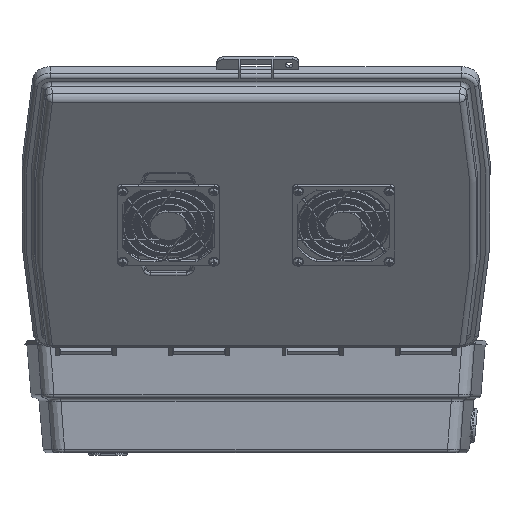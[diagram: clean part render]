
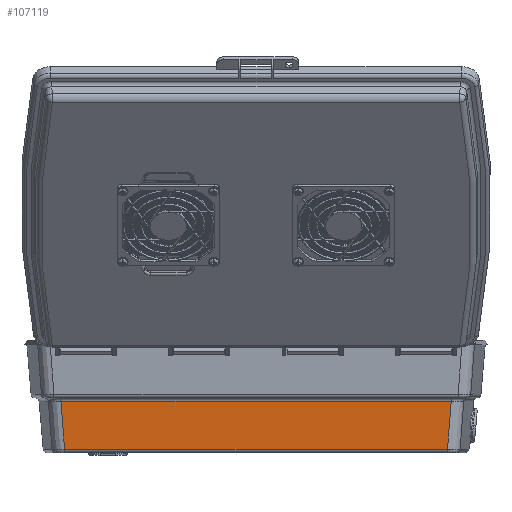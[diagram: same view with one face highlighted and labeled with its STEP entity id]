
A CAD part, left-side view. The second image highlights one B-rep face of the part: STEP entity #107119.
In plain terms, the highlighted face is planar.
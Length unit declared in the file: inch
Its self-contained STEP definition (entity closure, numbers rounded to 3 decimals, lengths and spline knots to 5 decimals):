
#10023 = EDGE_CURVE ( 'NONE', #62302, #78524, #100509, .T. ) ;
#10535 = CARTESIAN_POINT ( 'NONE',  ( 4.83398, -5.92902, -0.36246 ) ) ;
#11273 = CARTESIAN_POINT ( 'NONE',  ( 4.87854, -5.96784, -0.87176 ) ) ;
#14206 = AXIS2_PLACEMENT_3D ( 'NONE', #37219, #86016, #52804 ) ;
#15144 = EDGE_CURVE ( 'NONE', #79549, #62302, #62920, .T. ) ;
#16590 = CARTESIAN_POINT ( 'NONE',  ( 4.83398, 5.92902, -0.36246 ) ) ;
#18688 = ORIENTED_EDGE ( 'NONE', *, *, #15144, .T. ) ;
#19920 = CARTESIAN_POINT ( 'NONE',  ( 4.8117, 6.2418, -0.10782 ) ) ;
#22631 = VECTOR ( 'NONE', #73547, 39.37008 ) ;
#27037 = CARTESIAN_POINT ( 'NONE',  ( 4.8117, -5.90959, -0.10782 ) ) ;
#32352 = FACE_OUTER_BOUND ( 'NONE', #61651, .T. ) ;
#34041 = VECTOR ( 'NONE', #46504, 39.37008 ) ;
#35580 = CARTESIAN_POINT ( 'NONE',  ( 4.94094, 6.02214, -1.5851 ) ) ;
#35627 = CARTESIAN_POINT ( 'NONE',  ( 4.8117, -5.90959, -0.10782 ) ) ;
#36008 = CARTESIAN_POINT ( 'NONE',  ( 4.85626, -5.94844, -0.61711 ) ) ;
#37068 = CARTESIAN_POINT ( 'NONE',  ( 4.94094, -6.02214, -1.5851 ) ) ;
#37219 = CARTESIAN_POINT ( 'NONE',  ( 4.80227, 6.2418, 0. ) ) ;
#40980 = CARTESIAN_POINT ( 'NONE',  ( 4.89934, 5.98596, -1.10954 ) ) ;
#43254 = CARTESIAN_POINT ( 'NONE',  ( 4.94094, -6.02214, -1.5851 ) ) ;
#44366 = CARTESIAN_POINT ( 'NONE',  ( 4.92014, -6.00406, -1.34732 ) ) ;
#44497 = PLANE ( 'NONE',  #14206 ) ;
#44823 = LINE ( 'NONE', #98793, #22631 ) ;
#46504 = DIRECTION ( 'NONE',  ( 0., -1., 0. ) ) ;
#48261 = CARTESIAN_POINT ( 'NONE',  ( 4.8117, 5.90959, -0.10782 ) ) ;
#49703 = CARTESIAN_POINT ( 'NONE',  ( 4.94094, 6.02214, -1.5851 ) ) ;
#51976 = CARTESIAN_POINT ( 'NONE',  ( 4.89934, -5.98596, -1.10954 ) ) ;
#52804 = DIRECTION ( 'NONE',  ( 0.087, 0., -0.996 ) ) ;
#61651 = EDGE_LOOP ( 'NONE', ( #76122, #96445, #18688, #106325 ) ) ;
#62302 = VERTEX_POINT ( 'NONE', #98720 ) ;
#62920 = B_SPLINE_CURVE_WITH_KNOTS ( 'NONE', 3,
 ( #49703, #74064, #40980, #82844, #66045, #16590, #48261 ),
 .UNSPECIFIED., .F., .F.,
 ( 4, 3, 4 ),
 ( 0.00276, 0.021, 0.04053 ),
 .UNSPECIFIED. ) ;
#66045 = CARTESIAN_POINT ( 'NONE',  ( 4.85626, 5.94844, -0.61711 ) ) ;
#73547 = DIRECTION ( 'NONE',  ( 0., 1., 0. ) ) ;
#74064 = CARTESIAN_POINT ( 'NONE',  ( 4.92014, 6.00406, -1.34732 ) ) ;
#76122 = ORIENTED_EDGE ( 'NONE', *, *, #97718, .T. ) ;
#78524 = VERTEX_POINT ( 'NONE', #27037 ) ;
#79549 = VERTEX_POINT ( 'NONE', #35580 ) ;
#80438 = EDGE_CURVE ( 'NONE', #82415, #79549, #44823, .T. ) ;
#82415 = VERTEX_POINT ( 'NONE', #37068 ) ;
#82844 = CARTESIAN_POINT ( 'NONE',  ( 4.87854, 5.96784, -0.87176 ) ) ;
#84032 = B_SPLINE_CURVE_WITH_KNOTS ( 'NONE', 3,
 ( #35627, #10535, #36008, #11273, #51976, #44366, #43254 ),
 .UNSPECIFIED., .F., .F.,
 ( 4, 3, 4 ),
 ( 0.00276, 0.02229, 0.04053 ),
 .UNSPECIFIED. ) ;
#86016 = DIRECTION ( 'NONE',  ( 0.996, 0., 0.087 ) ) ;
#96445 = ORIENTED_EDGE ( 'NONE', *, *, #80438, .T. ) ;
#97718 = EDGE_CURVE ( 'NONE', #78524, #82415, #84032, .T. ) ;
#98720 = CARTESIAN_POINT ( 'NONE',  ( 4.8117, 5.90959, -0.10782 ) ) ;
#98793 = CARTESIAN_POINT ( 'NONE',  ( 4.94094, 6.2418, -1.5851 ) ) ;
#100509 = LINE ( 'NONE', #19920, #34041 ) ;
#106325 = ORIENTED_EDGE ( 'NONE', *, *, #10023, .T. ) ;
#107119 = ADVANCED_FACE ( 'NONE', ( #32352 ), #44497, .T. ) ;
